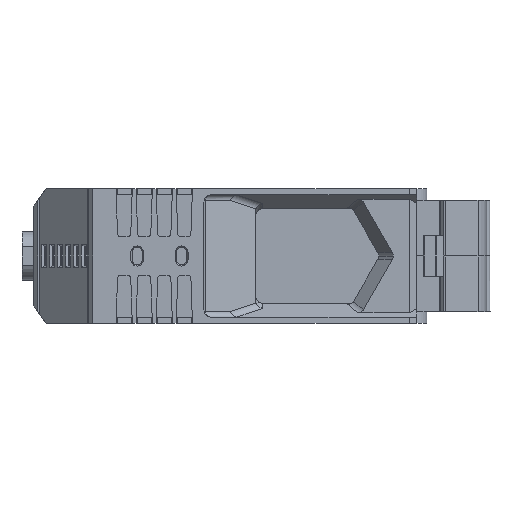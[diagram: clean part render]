
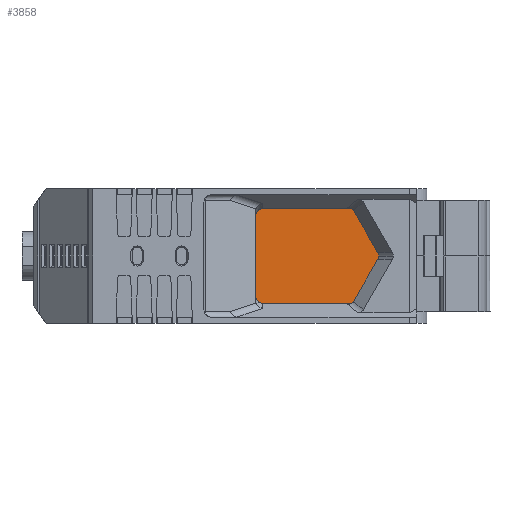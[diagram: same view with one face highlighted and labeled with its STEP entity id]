
A CAD part, left-side view. The second image highlights one B-rep face of the part: STEP entity #3858.
In plain terms, the highlighted planar face has unit normal (-1, 0, 0).
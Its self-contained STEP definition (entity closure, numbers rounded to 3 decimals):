
#559=ELLIPSE('',#14266,2.309,2.);
#560=ELLIPSE('',#14267,2.309,2.);
#561=ELLIPSE('',#14268,2.667,2.);
#562=ELLIPSE('',#14269,2.,2.);
#563=ELLIPSE('',#14270,2.,2.);
#564=ELLIPSE('',#14271,2.667,2.);
#1097=LINE('',#20214,#2635);
#1098=LINE('',#20218,#2636);
#1099=LINE('',#20222,#2637);
#1100=LINE('',#20228,#2638);
#1101=LINE('',#20232,#2639);
#2635=VECTOR('',#16069,1.);
#2636=VECTOR('',#16072,1.);
#2637=VECTOR('',#16075,1.);
#2638=VECTOR('',#16080,1.);
#2639=VECTOR('',#16083,1.);
#3858=ADVANCED_FACE('',(#5048),#4558,.F.);
#4558=PLANE('',#14272);
#5048=FACE_OUTER_BOUND('',#5782,.T.);
#5782=EDGE_LOOP('',(#7132,#7133,#7134,#7135,#7136,#7137,#7138,#7139,#7140,
#7141,#7142));
#7132=ORIENTED_EDGE('',*,*,#12333,.T.);
#7133=ORIENTED_EDGE('',*,*,#12334,.T.);
#7134=ORIENTED_EDGE('',*,*,#12335,.F.);
#7135=ORIENTED_EDGE('',*,*,#12336,.T.);
#7136=ORIENTED_EDGE('',*,*,#12337,.T.);
#7137=ORIENTED_EDGE('',*,*,#12338,.F.);
#7138=ORIENTED_EDGE('',*,*,#12339,.T.);
#7139=ORIENTED_EDGE('',*,*,#12340,.F.);
#7140=ORIENTED_EDGE('',*,*,#12341,.T.);
#7141=ORIENTED_EDGE('',*,*,#12342,.F.);
#7142=ORIENTED_EDGE('',*,*,#12343,.F.);
#10942=VERTEX_POINT('',#20212);
#10943=VERTEX_POINT('',#20213);
#10944=VERTEX_POINT('',#20215);
#10945=VERTEX_POINT('',#20217);
#10946=VERTEX_POINT('',#20219);
#10947=VERTEX_POINT('',#20221);
#10948=VERTEX_POINT('',#20223);
#10949=VERTEX_POINT('',#20225);
#10950=VERTEX_POINT('',#20227);
#10951=VERTEX_POINT('',#20229);
#10952=VERTEX_POINT('',#20231);
#12333=EDGE_CURVE('',#10942,#10943,#559,.T.);
#12334=EDGE_CURVE('',#10943,#10944,#1097,.T.);
#12335=EDGE_CURVE('',#10945,#10944,#560,.T.);
#12336=EDGE_CURVE('',#10945,#10946,#1098,.T.);
#12337=EDGE_CURVE('',#10946,#10947,#561,.T.);
#12338=EDGE_CURVE('',#10948,#10947,#1099,.T.);
#12339=EDGE_CURVE('',#10948,#10949,#562,.T.);
#12340=EDGE_CURVE('',#10950,#10949,#563,.T.);
#12341=EDGE_CURVE('',#10950,#10951,#1100,.T.);
#12342=EDGE_CURVE('',#10952,#10951,#564,.T.);
#12343=EDGE_CURVE('',#10942,#10952,#1101,.T.);
#14266=AXIS2_PLACEMENT_3D('',#20211,#16067,#16068);
#14267=AXIS2_PLACEMENT_3D('',#20216,#16070,#16071);
#14268=AXIS2_PLACEMENT_3D('',#20220,#16073,#16074);
#14269=AXIS2_PLACEMENT_3D('',#20224,#16076,#16077);
#14270=AXIS2_PLACEMENT_3D('',#20226,#16078,#16079);
#14271=AXIS2_PLACEMENT_3D('',#20230,#16081,#16082);
#14272=AXIS2_PLACEMENT_3D('',#20233,#16084,#16085);
#16067=DIRECTION('',(-1.,0.,0.));
#16068=DIRECTION('',(0.,0.,-1.));
#16069=DIRECTION('',(0.,0.,-1.));
#16070=DIRECTION('',(1.,0.,0.));
#16071=DIRECTION('',(0.,0.,1.));
#16072=DIRECTION('',(0.,-1.,0.));
#16073=DIRECTION('',(-1.,0.,0.));
#16074=DIRECTION('',(0.,0.756,0.655));
#16075=DIRECTION('',(0.,0.5,-0.866));
#16076=DIRECTION('',(-1.,0.,0.));
#16077=DIRECTION('',(0.,0.,-1.));
#16078=DIRECTION('',(1.,0.,0.));
#16079=DIRECTION('',(0.,0.,1.));
#16080=DIRECTION('',(0.,0.5,0.866));
#16081=DIRECTION('',(1.,0.,0.));
#16082=DIRECTION('',(0.,0.756,-0.655));
#16083=DIRECTION('',(0.,-1.,0.));
#16084=DIRECTION('',(1.,0.,0.));
#16085=DIRECTION('',(0.,0.,1.));
#20211=CARTESIAN_POINT('',(-35.5,54.7,28.552));
#20212=CARTESIAN_POINT('',(-35.5,54.7,30.862));
#20213=CARTESIAN_POINT('',(-35.5,56.7,28.552));
#20214=CARTESIAN_POINT('',(-35.5,56.7,31.15));
#20215=CARTESIAN_POINT('',(-35.5,56.7,7.748));
#20216=CARTESIAN_POINT('',(-35.5,54.7,7.748));
#20217=CARTESIAN_POINT('',(-35.5,54.7,5.438));
#20218=CARTESIAN_POINT('',(-35.5,47.,5.438));
#20219=CARTESIAN_POINT('',(-35.5,30.717,5.438));
#20220=CARTESIAN_POINT('',(-35.5,32.418,7.459));
#20221=CARTESIAN_POINT('',(-35.5,30.236,5.948));
#20222=CARTESIAN_POINT('',(-35.5,38.655,-8.636));
#20223=CARTESIAN_POINT('',(-35.5,23.768,17.15));
#20224=CARTESIAN_POINT('',(-35.5,25.5,18.15));
#20225=CARTESIAN_POINT('',(-35.5,23.5,18.15));
#20226=CARTESIAN_POINT('',(-35.5,25.5,18.15));
#20227=CARTESIAN_POINT('',(-35.5,23.768,19.15));
#20228=CARTESIAN_POINT('',(-35.5,38.655,44.936));
#20229=CARTESIAN_POINT('',(-35.5,30.236,30.352));
#20230=CARTESIAN_POINT('',(-35.5,32.418,28.841));
#20231=CARTESIAN_POINT('',(-35.5,30.717,30.862));
#20232=CARTESIAN_POINT('',(-35.5,47.,30.862));
#20233=CARTESIAN_POINT('',(-35.5,55.55,34.2));
